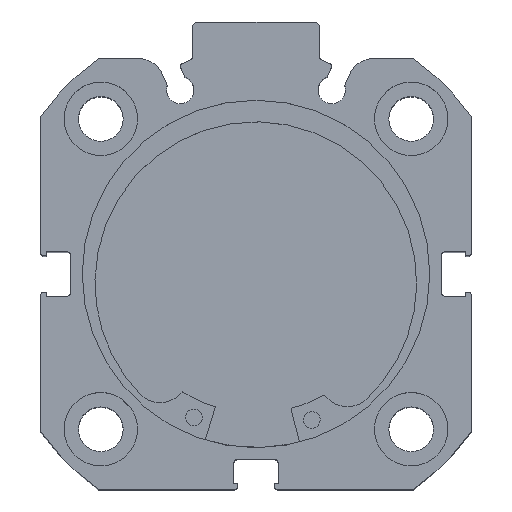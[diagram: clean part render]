
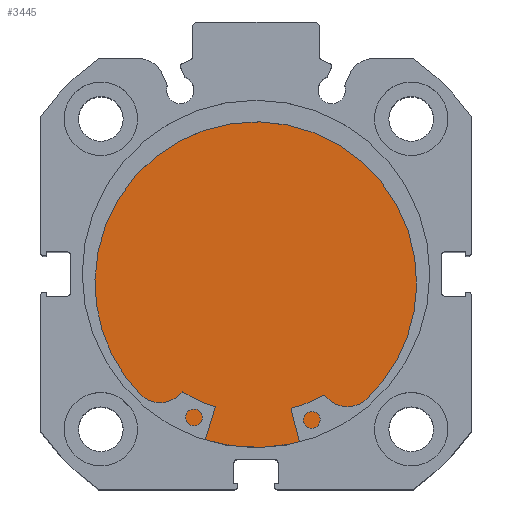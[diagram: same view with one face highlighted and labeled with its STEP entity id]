
A CAD part, top view. The second image highlights one B-rep face of the part: STEP entity #3445.
In plain terms, the highlighted face is planar.
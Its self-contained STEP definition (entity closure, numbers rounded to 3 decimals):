
#16 = CIRCLE ( 'NONE', #1564, 26. ) ;
#113 = CIRCLE ( 'NONE', #1596, 26. ) ;
#845 = FACE_OUTER_BOUND ( 'NONE', #4339, .T. ) ;
#1169 = EDGE_CURVE ( 'NONE', #4724, #4723, #16, .T. ) ;
#1234 = EDGE_CURVE ( 'NONE', #4723, #4724, #113, .T. ) ;
#1564 = AXIS2_PLACEMENT_3D ( 'NONE', #5090, #5099, #5100 ) ;
#1596 = AXIS2_PLACEMENT_3D ( 'NONE', #5257, #5267, #5268 ) ;
#1860 = AXIS2_PLACEMENT_3D ( 'NONE', #6590, #6593, #6594 ) ;
#2756 = CARTESIAN_POINT ( 'NONE',  ( 9., 0., 26. ) ) ;
#2757 = CARTESIAN_POINT ( 'NONE',  ( 9., 0., -26. ) ) ;
#3419 = ORIENTED_EDGE ( 'NONE', *, *, #1169, .F. ) ;
#3432 = ORIENTED_EDGE ( 'NONE', *, *, #1234, .F. ) ;
#3445 = ADVANCED_FACE ( 'NONE', ( #845 ), #6591, .F. ) ;
#4339 = EDGE_LOOP ( 'NONE', ( #3432, #3419 ) ) ;
#4723 = VERTEX_POINT ( 'NONE', #2756 ) ;
#4724 = VERTEX_POINT ( 'NONE', #2757 ) ;
#5090 = CARTESIAN_POINT ( 'NONE',  ( 9., 0., 0. ) ) ;
#5099 = DIRECTION ( 'NONE',  ( -1., 0., 0. ) ) ;
#5100 = DIRECTION ( 'NONE',  ( 0., 0., 1. ) ) ;
#5257 = CARTESIAN_POINT ( 'NONE',  ( 9., 0., 0. ) ) ;
#5267 = DIRECTION ( 'NONE',  ( -1., 0., 0. ) ) ;
#5268 = DIRECTION ( 'NONE',  ( 0., 0., 1. ) ) ;
#6590 = CARTESIAN_POINT ( 'NONE',  ( 9., 26., 0. ) ) ;
#6591 = PLANE ( 'NONE',  #1860 ) ;
#6593 = DIRECTION ( 'NONE',  ( -1., 0., 0. ) ) ;
#6594 = DIRECTION ( 'NONE',  ( 0., 0., 1. ) ) ;
